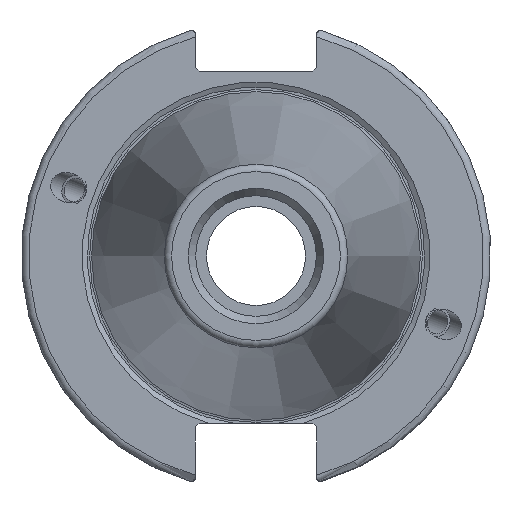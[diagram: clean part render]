
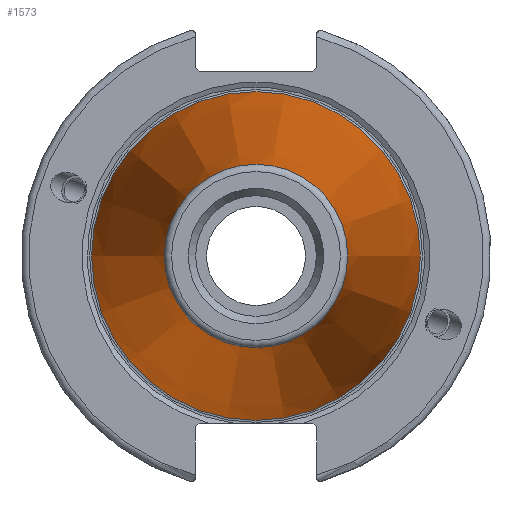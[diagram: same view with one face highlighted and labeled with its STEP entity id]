
A CAD part, left-side view. The second image highlights one B-rep face of the part: STEP entity #1573.
In plain terms, the highlighted conical face has half-angle 8.297 degrees and reference radius 17.248 mm.
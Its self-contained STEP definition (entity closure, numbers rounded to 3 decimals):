
#89=CONICAL_SURFACE('',#1760,17.248,0.145);
#169=LINE('',#2977,#264);
#264=VECTOR('',#2152,17.248);
#422=FACE_OUTER_BOUND('',#522,.T.);
#522=EDGE_LOOP('',(#1353,#1354,#1355,#1356,#1357));
#611=CIRCLE('',#1754,12.397);
#612=CIRCLE('',#1755,12.397);
#616=CIRCLE('',#1761,22.225);
#771=VERTEX_POINT('',#2964);
#772=VERTEX_POINT('',#2965);
#775=VERTEX_POINT('',#2975);
#982=EDGE_CURVE('',#771,#772,#611,.T.);
#983=EDGE_CURVE('',#772,#771,#612,.T.);
#987=EDGE_CURVE('',#775,#775,#616,.T.);
#988=EDGE_CURVE('',#775,#772,#169,.T.);
#1353=ORIENTED_EDGE('',*,*,#987,.F.);
#1354=ORIENTED_EDGE('',*,*,#988,.T.);
#1355=ORIENTED_EDGE('',*,*,#982,.F.);
#1356=ORIENTED_EDGE('',*,*,#983,.F.);
#1357=ORIENTED_EDGE('',*,*,#988,.F.);
#1573=ADVANCED_FACE('',(#422),#89,.T.);
#1754=AXIS2_PLACEMENT_3D('',#2966,#2136,#2137);
#1755=AXIS2_PLACEMENT_3D('',#2967,#2138,#2139);
#1760=AXIS2_PLACEMENT_3D('',#2974,#2148,#2149);
#1761=AXIS2_PLACEMENT_3D('',#2976,#2150,#2151);
#2136=DIRECTION('center_axis',(-1.,0.,0.));
#2137=DIRECTION('ref_axis',(0.,-1.,0.));
#2138=DIRECTION('center_axis',(-1.,0.,0.));
#2139=DIRECTION('ref_axis',(0.,-1.,0.));
#2148=DIRECTION('center_axis',(1.,0.,0.));
#2149=DIRECTION('ref_axis',(0.,1.,0.));
#2150=DIRECTION('center_axis',(1.,0.,0.));
#2151=DIRECTION('ref_axis',(0.,0.,-1.));
#2152=DIRECTION('',(-0.99,0.144,0.));
#2964=CARTESIAN_POINT('',(-67.394,0.,12.397));
#2965=CARTESIAN_POINT('',(-67.394,-12.397,0.));
#2966=CARTESIAN_POINT('Origin',(-67.394,0.,0.));
#2967=CARTESIAN_POINT('Origin',(-67.394,0.,0.));
#2974=CARTESIAN_POINT('Origin',(-34.125,0.,0.));
#2975=CARTESIAN_POINT('',(0.,-22.225,0.));
#2976=CARTESIAN_POINT('Origin',(0.,0.,0.));
#2977=CARTESIAN_POINT('',(-34.125,-17.248,0.));
